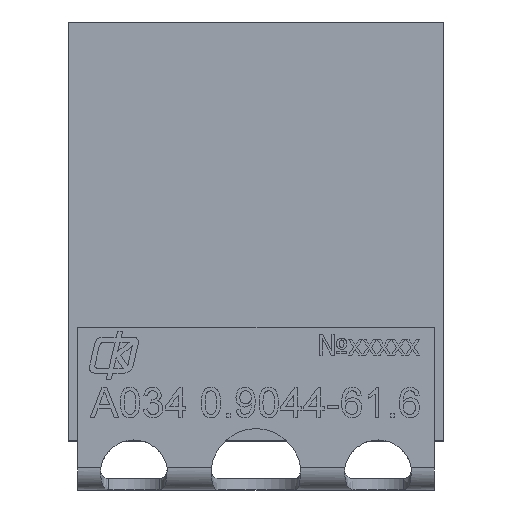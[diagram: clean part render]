
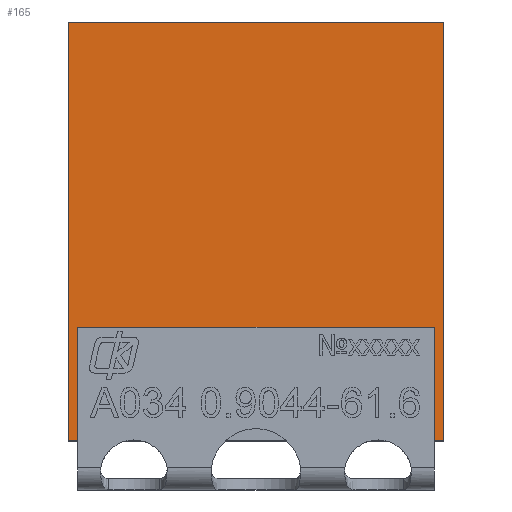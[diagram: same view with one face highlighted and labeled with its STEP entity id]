
A CAD part, top view. The second image highlights one B-rep face of the part: STEP entity #165.
In plain terms, the highlighted planar face has unit normal (0, 0, 1).
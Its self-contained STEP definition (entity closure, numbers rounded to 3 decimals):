
#165=ADVANCED_FACE('',(#3955),#3957,.F.);
#3955=FACE_BOUND('',#3956,.T.);
#3956=EDGE_LOOP('',(#10026,#10027,#10028,#10029,#10030,#10031,#10032,#10033));
#3957=PLANE('',#3958);
#3958=AXIS2_PLACEMENT_3D('',#3959,#3960,#3961);
#3959=CARTESIAN_POINT('',(-5.,5.575,1.8));
#3960=DIRECTION('',(0.,0.,-1.));
#3961=DIRECTION('',(-1.,0.,0.));
#10026=ORIENTED_EDGE('',*,*,#12258,.T.);
#10027=ORIENTED_EDGE('',*,*,#12259,.T.);
#10028=ORIENTED_EDGE('',*,*,#12260,.F.);
#10029=ORIENTED_EDGE('',*,*,#12217,.F.);
#10030=ORIENTED_EDGE('',*,*,#12261,.F.);
#10031=ORIENTED_EDGE('',*,*,#12262,.T.);
#10032=ORIENTED_EDGE('',*,*,#12263,.F.);
#10033=ORIENTED_EDGE('',*,*,#12264,.T.);
#12217=EDGE_CURVE('',#13348,#13340,#13350,.T.);
#12258=EDGE_CURVE('',#13429,#13430,#13431,.T.);
#12259=EDGE_CURVE('',#13430,#13432,#13433,.T.);
#12260=EDGE_CURVE('',#13340,#13432,#13434,.T.);
#12261=EDGE_CURVE('',#13435,#13348,#13436,.T.);
#12262=EDGE_CURVE('',#13435,#13437,#13438,.T.);
#12263=EDGE_CURVE('',#13439,#13437,#13440,.T.);
#12264=EDGE_CURVE('',#13439,#13429,#13441,.T.);
#13340=VERTEX_POINT('',#15212);
#13348=VERTEX_POINT('',#15228);
#13350=LINE('',#15232,#15233);
#13429=VERTEX_POINT('',#15393);
#13430=VERTEX_POINT('',#15394);
#13431=LINE('',#15395,#15396);
#13432=VERTEX_POINT('',#15398);
#13433=LINE('',#15399,#15400);
#13434=LINE('',#15402,#15403);
#13435=VERTEX_POINT('',#15405);
#13436=LINE('',#15406,#15407);
#13437=VERTEX_POINT('',#15409);
#13438=LINE('',#15410,#15411);
#13439=VERTEX_POINT('',#15413);
#13440=LINE('',#15414,#15415);
#13441=LINE('',#15417,#15418);
#15212=CARTESIAN_POINT('',(5.,-5.574,1.8));
#15228=CARTESIAN_POINT('',(5.,5.575,1.8));
#15232=CARTESIAN_POINT('',(5.,5.575,1.8));
#15233=VECTOR('',#15234,1.);
#15234=DIRECTION('',(0.,-1.,0.));
#15393=CARTESIAN_POINT('',(-4.75,-2.55,1.8));
#15394=CARTESIAN_POINT('',(4.75,-2.55,1.8));
#15395=CARTESIAN_POINT('',(-4.75,-2.55,1.8));
#15396=VECTOR('',#15397,1.);
#15397=DIRECTION('',(1.,0.,0.));
#15398=CARTESIAN_POINT('',(4.75,-5.574,1.8));
#15399=CARTESIAN_POINT('',(4.75,-2.55,1.8));
#15400=VECTOR('',#15401,1.);
#15401=DIRECTION('',(0.,-1.,0.));
#15402=CARTESIAN_POINT('',(5.,-5.574,1.8));
#15403=VECTOR('',#15404,1.);
#15404=DIRECTION('',(-1.,0.,0.));
#15405=CARTESIAN_POINT('',(-5.,5.575,1.8));
#15406=CARTESIAN_POINT('',(-5.,5.575,1.8));
#15407=VECTOR('',#15408,1.);
#15408=DIRECTION('',(1.,0.,0.));
#15409=CARTESIAN_POINT('',(-5.,-5.574,1.8));
#15410=CARTESIAN_POINT('',(-5.,5.575,1.8));
#15411=VECTOR('',#15412,1.);
#15412=DIRECTION('',(0.,-1.,0.));
#15413=CARTESIAN_POINT('',(-4.75,-5.574,1.8));
#15414=CARTESIAN_POINT('',(-4.75,-5.574,1.8));
#15415=VECTOR('',#15416,1.);
#15416=DIRECTION('',(-1.,0.,0.));
#15417=CARTESIAN_POINT('',(-4.75,-5.574,1.8));
#15418=VECTOR('',#15419,1.);
#15419=DIRECTION('',(0.,1.,0.));
